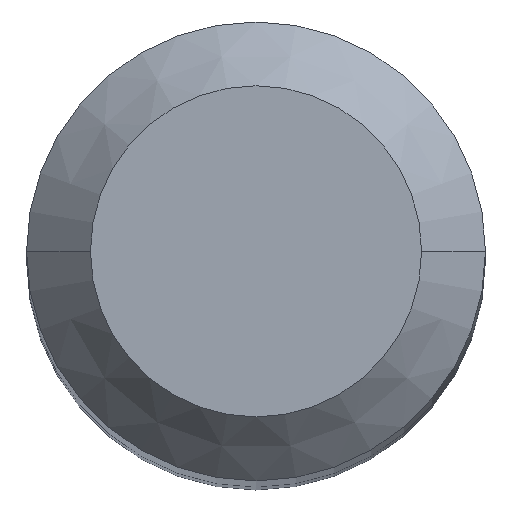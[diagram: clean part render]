
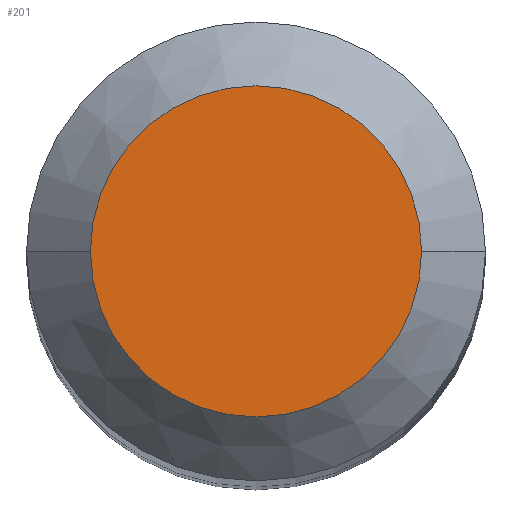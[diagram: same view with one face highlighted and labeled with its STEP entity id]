
A CAD part, top view. The second image highlights one B-rep face of the part: STEP entity #201.
In plain terms, the highlighted planar face has unit normal (0, 0, 1).
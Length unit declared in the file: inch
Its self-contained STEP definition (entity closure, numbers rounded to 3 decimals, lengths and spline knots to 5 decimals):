
#11 = DIRECTION ( 'NONE',  ( 0., 0., 1. ) ) ;
#58 = EDGE_CURVE ( 'NONE', #291, #170, #362, .T. ) ;
#67 = DIRECTION ( 'NONE',  ( 1., 0., 0. ) ) ;
#68 = DIRECTION ( 'NONE',  ( -1., 0., 0. ) ) ;
#95 = AXIS2_PLACEMENT_3D ( 'NONE', #216, #336, #68 ) ;
#114 = ORIENTED_EDGE ( 'NONE', *, *, #223, .T. ) ;
#164 = PLANE ( 'NONE',  #95 ) ;
#166 = CARTESIAN_POINT ( 'NONE',  ( -0.08095, 0., 0. ) ) ;
#167 = CARTESIAN_POINT ( 'NONE',  ( 0., 0., 0. ) ) ;
#170 = VERTEX_POINT ( 'NONE', #302 ) ;
#184 = DIRECTION ( 'NONE',  ( 0., 0., 1. ) ) ;
#195 = ORIENTED_EDGE ( 'NONE', *, *, #58, .T. ) ;
#201 = ADVANCED_FACE ( 'NONE', ( #275 ), #164, .F. ) ;
#216 = CARTESIAN_POINT ( 'NONE',  ( 0., 0., 0. ) ) ;
#223 = EDGE_CURVE ( 'NONE', #170, #291, #312, .T. ) ;
#244 = AXIS2_PLACEMENT_3D ( 'NONE', #331, #184, #67 ) ;
#272 = AXIS2_PLACEMENT_3D ( 'NONE', #167, #11, #282 ) ;
#275 = FACE_OUTER_BOUND ( 'NONE', #288, .T. ) ;
#282 = DIRECTION ( 'NONE',  ( 1., 0., 0. ) ) ;
#288 = EDGE_LOOP ( 'NONE', ( #195, #114 ) ) ;
#291 = VERTEX_POINT ( 'NONE', #166 ) ;
#302 = CARTESIAN_POINT ( 'NONE',  ( 0.08095, 0., 0. ) ) ;
#312 = CIRCLE ( 'NONE', #272, 0.08095 ) ;
#331 = CARTESIAN_POINT ( 'NONE',  ( 0., 0., 0. ) ) ;
#336 = DIRECTION ( 'NONE',  ( 0., 0., -1. ) ) ;
#362 = CIRCLE ( 'NONE', #244, 0.08095 ) ;
